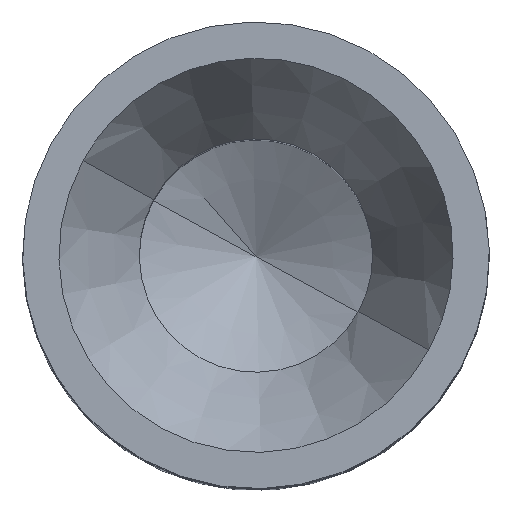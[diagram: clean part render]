
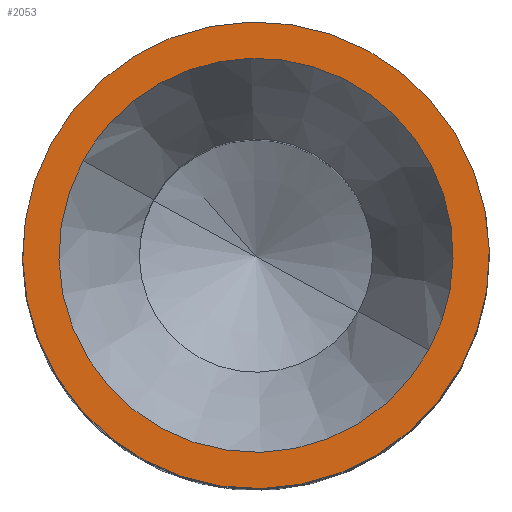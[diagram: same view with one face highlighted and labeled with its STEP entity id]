
A CAD part, top view. The second image highlights one B-rep face of the part: STEP entity #2053.
In plain terms, the highlighted planar face has unit normal (0, 0, 1).
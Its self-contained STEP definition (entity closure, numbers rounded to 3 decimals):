
#758=AXIS2_PLACEMENT_3D('Circle Axis2P3D',#756,#757,$) ;
#782=AXIS2_PLACEMENT_3D('Circle Axis2P3D',#780,#781,$) ;
#799=AXIS2_PLACEMENT_3D('Circle Axis2P3D',#797,#798,$) ;
#2020=AXIS2_PLACEMENT_3D('Plane Axis2P3D',#2017,#2018,#2019) ;
#753=CARTESIAN_POINT('Vertex',(0.275,3.329,22.3)) ;
#756=CARTESIAN_POINT('Axis2P3D Location',(2.25,2.25,22.3)) ;
#760=CARTESIAN_POINT('Vertex',(4.225,1.171,22.3)) ;
#780=CARTESIAN_POINT('Axis2P3D Location',(2.25,2.25,22.3)) ;
#797=CARTESIAN_POINT('Axis2P3D Location',(2.25,2.25,22.3)) ;
#801=CARTESIAN_POINT('Vertex',(3.917,1.339,22.3)) ;
#803=CARTESIAN_POINT('Vertex',(0.583,3.161,22.3)) ;
#2017=CARTESIAN_POINT('Axis2P3D Location',(0.35,2.25,22.3)) ;
#2027=CARTESIAN_POINT('Control Point',(3.917,1.339,22.3)) ;
#2028=CARTESIAN_POINT('Control Point',(4.015,1.517,22.3)) ;
#2029=CARTESIAN_POINT('Control Point',(4.088,1.708,22.3)) ;
#2030=CARTESIAN_POINT('Control Point',(4.135,1.907,22.3)) ;
#2031=CARTESIAN_POINT('Control Point',(4.176,2.314,22.3)) ;
#2032=CARTESIAN_POINT('Control Point',(4.109,2.717,22.3)) ;
#2033=CARTESIAN_POINT('Control Point',(4.048,2.913,22.3)) ;
#2034=CARTESIAN_POINT('Control Point',(3.876,3.284,22.3)) ;
#2035=CARTESIAN_POINT('Control Point',(3.613,3.597,22.3)) ;
#2036=CARTESIAN_POINT('Control Point',(3.462,3.735,22.3)) ;
#2037=CARTESIAN_POINT('Control Point',(3.125,3.967,22.3)) ;
#2038=CARTESIAN_POINT('Control Point',(2.74,4.103,22.3)) ;
#2039=CARTESIAN_POINT('Control Point',(2.539,4.144,22.3)) ;
#2040=CARTESIAN_POINT('Control Point',(2.131,4.173,22.3)) ;
#2041=CARTESIAN_POINT('Control Point',(1.73,4.094,22.3)) ;
#2042=CARTESIAN_POINT('Control Point',(1.536,4.028,22.3)) ;
#2043=CARTESIAN_POINT('Control Point',(1.19,3.856,22.3)) ;
#2044=CARTESIAN_POINT('Control Point',(0.898,3.603,22.3)) ;
#2045=CARTESIAN_POINT('Control Point',(0.775,3.468,22.3)) ;
#2046=CARTESIAN_POINT('Control Point',(0.669,3.32,22.3)) ;
#2047=CARTESIAN_POINT('Control Point',(0.583,3.161,22.3)) ;
#757=DIRECTION('Axis2P3D Direction',(0.,0.,-1.)) ;
#781=DIRECTION('Axis2P3D Direction',(0.,0.,-1.)) ;
#798=DIRECTION('Axis2P3D Direction',(0.,-0.,1.)) ;
#2018=DIRECTION('Axis2P3D Direction',(0.,0.,-1.)) ;
#2019=DIRECTION('Axis2P3D XDirection',(1.,0.,0.)) ;
#2023=ORIENTED_EDGE('',*,*,#762,.F.) ;
#2024=ORIENTED_EDGE('',*,*,#784,.F.) ;
#2050=ORIENTED_EDGE('',*,*,#805,.T.) ;
#2051=ORIENTED_EDGE('',*,*,#2048,.T.) ;
#2052=FACE_BOUND('',#2049,.T.) ;
#2053=ADVANCED_FACE('Hauptkoerper',(#2025,#2052),#2021,.F.) ;
#2026=B_SPLINE_CURVE_WITH_KNOTS('',5,(#2027,#2028,#2029,#2030,#2031,#2032,#2033,#2034,#2035,#2036,#2037,#2038,#2039,#2040,#2041,#2042,#2043,#2044,#2045,#2046,#2047),.UNSPECIFIED.,.F.,.U.,(6,3,3,3,3,3,6),(0.,1.437,2.873,4.31,5.746,7.183,8.466),.UNSPECIFIED.) ;
#759=CIRCLE('generated circle',#758,2.25) ;
#783=CIRCLE('generated circle',#782,2.25) ;
#800=CIRCLE('generated circle',#799,1.9) ;
#762=EDGE_CURVE('',#754,#761,#759,.T.) ;
#784=EDGE_CURVE('',#761,#754,#783,.T.) ;
#805=EDGE_CURVE('',#802,#804,#800,.F.) ;
#2048=EDGE_CURVE('',#804,#802,#2026,.F.) ;
#2022=EDGE_LOOP('',(#2023,#2024)) ;
#2049=EDGE_LOOP('',(#2050,#2051)) ;
#2025=FACE_OUTER_BOUND('',#2022,.T.) ;
#2021=PLANE('',#2020) ;
#754=VERTEX_POINT('',#753) ;
#761=VERTEX_POINT('',#760) ;
#802=VERTEX_POINT('',#801) ;
#804=VERTEX_POINT('',#803) ;
